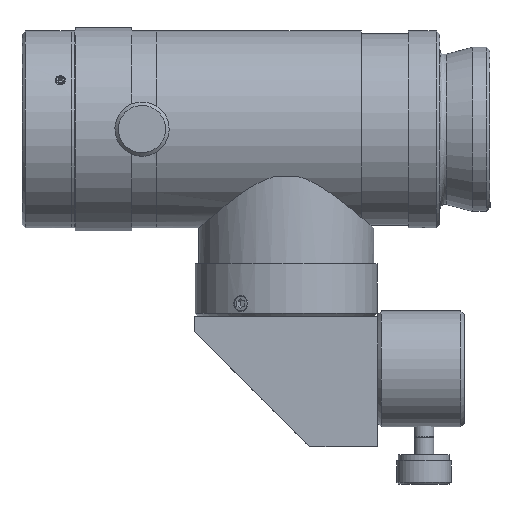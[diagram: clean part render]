
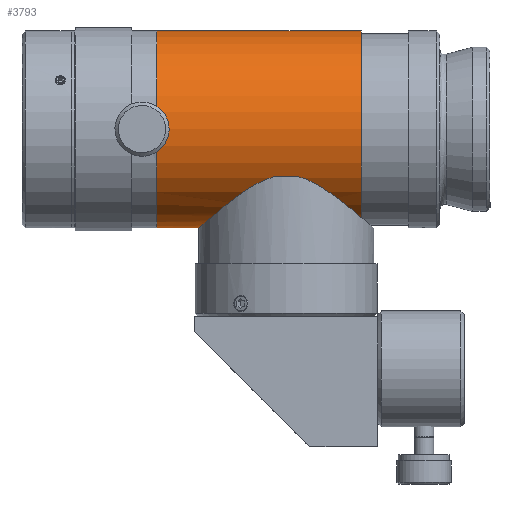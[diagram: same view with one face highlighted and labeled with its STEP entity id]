
A CAD part, top view. The second image highlights one B-rep face of the part: STEP entity #3793.
In plain terms, the highlighted cylindrical face has radius 14.287 mm (diameter 28.575 mm), a full revolution.
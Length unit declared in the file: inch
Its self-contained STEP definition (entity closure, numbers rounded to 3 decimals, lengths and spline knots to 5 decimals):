
#2851=CARTESIAN_POINT('',(1.037,0.5625,0.));
#2852=VERTEX_POINT('',#2851);
#2853=CARTESIAN_POINT('',(1.691,0.5625,0.));
#2854=VERTEX_POINT('',#2853);
#2855=CARTESIAN_POINT('',(1.037,0.5625,0.));
#2856=CARTESIAN_POINT('',(1.037,0.5625,-0.04214));
#2857=CARTESIAN_POINT('',(1.04563,0.55735,-0.08642));
#2858=CARTESIAN_POINT('',(1.07935,0.5388,-0.16674));
#2859=CARTESIAN_POINT('',(1.10438,0.52558,-0.20283));
#2860=CARTESIAN_POINT('',(1.16133,0.4999,-0.25977));
#2861=CARTESIAN_POINT('',(1.19738,0.48554,-0.2847));
#2862=CARTESIAN_POINT('',(1.27746,0.4642,-0.31832));
#2863=CARTESIAN_POINT('',(1.32162,0.45769,-0.327));
#2864=CARTESIAN_POINT('',(1.40638,0.45769,-0.327));
#2865=CARTESIAN_POINT('',(1.45054,0.4642,-0.31832));
#2866=CARTESIAN_POINT('',(1.53062,0.48554,-0.2847));
#2867=CARTESIAN_POINT('',(1.56667,0.4999,-0.25977));
#2868=CARTESIAN_POINT('',(1.62362,0.52558,-0.20283));
#2869=CARTESIAN_POINT('',(1.64865,0.5388,-0.16674));
#2870=CARTESIAN_POINT('',(1.68237,0.55735,-0.08642));
#2871=CARTESIAN_POINT('',(1.691,0.5625,-0.04214));
#2872=CARTESIAN_POINT('',(1.691,0.5625,0.));
#2873=B_SPLINE_CURVE_WITH_KNOTS('',3,(#2855,#2856,#2857,#2858,#2859,#2860,#2861,#2862,#2863,#2864,#2865,#2866,#2867,#2868,#2869,#2870,#2871,#2872),.UNSPECIFIED.,.F.,.U.,(4,2,2,2,2,2,2,2,4),(1.28809,1.60922,1.93036,2.25327,2.57619,2.8991,3.22202,3.54315,3.86428),.UNSPECIFIED.);
#2874=EDGE_CURVE('',#2852,#2854,#2873,.T.);
#2876=CARTESIAN_POINT('',(1.691,0.5625,0.));
#2877=CARTESIAN_POINT('',(1.691,0.5625,0.04214));
#2878=CARTESIAN_POINT('',(1.68237,0.55735,0.08642));
#2879=CARTESIAN_POINT('',(1.64865,0.5388,0.16674));
#2880=CARTESIAN_POINT('',(1.62362,0.52558,0.20283));
#2881=CARTESIAN_POINT('',(1.56667,0.4999,0.25977));
#2882=CARTESIAN_POINT('',(1.53062,0.48554,0.2847));
#2883=CARTESIAN_POINT('',(1.45054,0.4642,0.31832));
#2884=CARTESIAN_POINT('',(1.40638,0.45769,0.327));
#2885=CARTESIAN_POINT('',(1.364,0.45769,0.327));
#2886=CARTESIAN_POINT('',(1.32162,0.45769,0.327));
#2887=CARTESIAN_POINT('',(1.27746,0.4642,0.31832));
#2888=CARTESIAN_POINT('',(1.19738,0.48554,0.2847));
#2889=CARTESIAN_POINT('',(1.16133,0.4999,0.25977));
#2890=CARTESIAN_POINT('',(1.10438,0.52558,0.20283));
#2891=CARTESIAN_POINT('',(1.07935,0.5388,0.16674));
#2892=CARTESIAN_POINT('',(1.04563,0.55735,0.08642));
#2893=CARTESIAN_POINT('',(1.037,0.5625,0.04214));
#2894=CARTESIAN_POINT('',(1.037,0.5625,0.));
#2895=B_SPLINE_CURVE_WITH_KNOTS('',3,(#2876,#2877,#2878,#2879,#2880,#2881,#2882,#2883,#2884,#2885,#2886,#2887,#2888,#2889,#2890,#2891,#2892,#2893,#2894),.UNSPECIFIED.,.F.,.U.,(4,2,2,2,3,2,2,2,4),(3.86428,4.18541,4.50654,4.82946,5.15238,5.47529,5.79821,6.11934,6.44047),.UNSPECIFIED.);
#2896=EDGE_CURVE('',#2854,#2852,#2895,.T.);
#3755=CARTESIAN_POINT('',(0.625,0.5625,0.0));
#3756=VERTEX_POINT('',#3755);
#3757=CARTESIAN_POINT('',(0.625,0.0,0.0));
#3758=DIRECTION('',(1.0,0.0,0.0));
#3759=DIRECTION('',(0.0,1.0,0.0));
#3760=AXIS2_PLACEMENT_3D('',#3757,#3758,#3759);
#3761=CIRCLE('',#3760,0.5625);
#3762=EDGE_CURVE('',#3756,#3756,#3761,.T.);
#3770=CARTESIAN_POINT('',(1.2085,0.0,0.0));
#3771=DIRECTION('',(1.0,0.0,0.0));
#3772=DIRECTION('',(0.0,1.0,0.0));
#3773=AXIS2_PLACEMENT_3D('',#3770,#3771,#3772);
#3774=CYLINDRICAL_SURFACE('',#3773,0.5625);
#3775=CARTESIAN_POINT('',(1.792,0.5625,0.0));
#3776=VERTEX_POINT('',#3775);
#3777=CARTESIAN_POINT('',(1.792,0.0,0.0));
#3778=DIRECTION('',(1.0,0.0,0.0));
#3779=DIRECTION('',(0.0,1.0,0.0));
#3780=AXIS2_PLACEMENT_3D('',#3777,#3778,#3779);
#3781=CIRCLE('',#3780,0.5625);
#3782=EDGE_CURVE('',#3776,#3776,#3781,.T.);
#3783=ORIENTED_EDGE('',*,*,#3782,.F.);
#3784=EDGE_LOOP('',(#3783));
#3785=FACE_OUTER_BOUND('',#3784,.T.);
#3786=ORIENTED_EDGE('',*,*,#2874,.T.);
#3787=ORIENTED_EDGE('',*,*,#2896,.T.);
#3788=EDGE_LOOP('',(#3786,#3787));
#3789=FACE_BOUND('',#3788,.T.);
#3790=ORIENTED_EDGE('',*,*,#3762,.T.);
#3791=EDGE_LOOP('',(#3790));
#3792=FACE_BOUND('',#3791,.T.);
#3793=ADVANCED_FACE('',(#3785,#3789,#3792),#3774,.T.);
